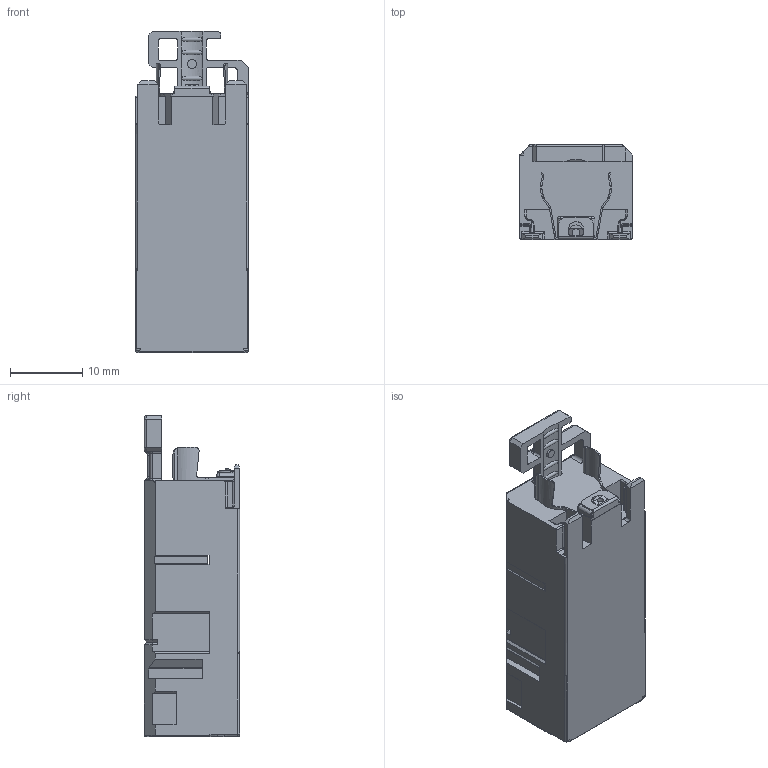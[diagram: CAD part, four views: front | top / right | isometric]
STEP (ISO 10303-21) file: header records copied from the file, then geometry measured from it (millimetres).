
FILE_DESCRIPTION(('Creo Elements/Direct Modeling STEP Export'),'2;1');
FILE_NAME('0lndrp343jknfeb4816','2016-07-07T 9:29:59',(''),(''),'PTC Creo Elements/Direct Modeling STEP processor for AP214 (Solid Model)','PTC Creo Elements/Direct Modeling 19.0B 21-Mar-2015 (C) Parametric Technology GmbH','');
FILE_SCHEMA(('AUTOMOTIVE_DESIGN { 1 0 10303 214 1 1 1 1 }'));
Length unit declared in the file: millimetre
Products named in the file (1): AT_8IFT
Bounding box: 15.6 x 13.19 x 44.5 mm (x, y, z)
Volume: 5688.3 mm3; surface area: 4380.1 mm2
Topology: 1 solids, 1 shells, 793 faces, 2131 edges, 1348 vertices
Faces by surface type: plane 433, cylinder 253, bspline 58, torus 38, cone 8, sphere 3
Entity records: 34088 total; most frequent: CARTESIAN_POINT 8405, ORIENTED_EDGE 4244, DIRECTION 3720, EDGE_CURVE 2122, VECTOR 1482, LINE 1482, VERTEX_POINT 1348, AXIS2_PLACEMENT_3D 1119
